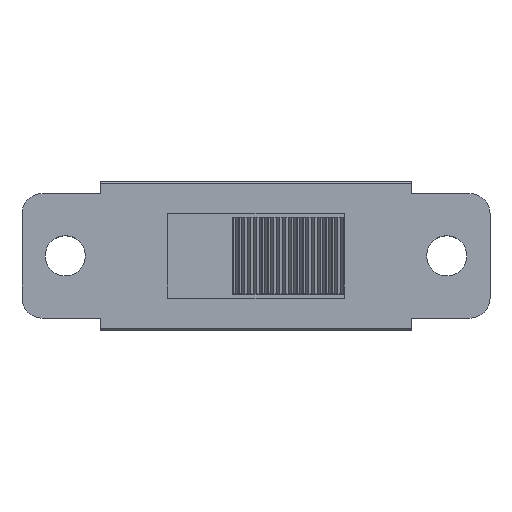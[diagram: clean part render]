
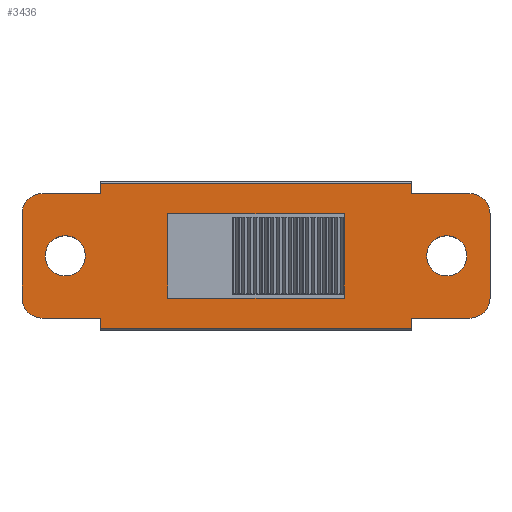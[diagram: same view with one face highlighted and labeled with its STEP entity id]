
A CAD part, top view. The second image highlights one B-rep face of the part: STEP entity #3436.
In plain terms, the highlighted planar face has unit normal (0, 0, 1).
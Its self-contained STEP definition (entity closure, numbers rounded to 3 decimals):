
#37=CIRCLE('',#3643,1.);
#38=CIRCLE('',#3644,1.);
#39=CIRCLE('',#3645,1.);
#40=CIRCLE('',#3646,1.);
#41=CIRCLE('',#3647,1.);
#42=CIRCLE('',#3648,1.);
#55=FACE_BOUND('',#394,.T.);
#56=FACE_BOUND('',#395,.T.);
#57=FACE_BOUND('',#396,.T.);
#212=FACE_OUTER_BOUND('',#393,.T.);
#393=EDGE_LOOP('',(#2623,#2624,#2625,#2626,#2627,#2628,#2629,#2630,#2631,
#2632,#2633,#2634,#2635,#2636,#2637,#2638));
#394=EDGE_LOOP('',(#2639,#2640,#2641,#2642));
#395=EDGE_LOOP('',(#2643));
#396=EDGE_LOOP('',(#2644));
#501=LINE('',#4615,#965);
#504=LINE('',#4621,#968);
#507=LINE('',#4627,#971);
#510=LINE('',#4631,#974);
#704=LINE('',#5033,#1168);
#708=LINE('',#5045,#1172);
#713=LINE('',#5055,#1177);
#717=LINE('',#5067,#1181);
#720=LINE('',#5071,#1184);
#721=LINE('',#5074,#1185);
#722=LINE('',#5078,#1186);
#723=LINE('',#5081,#1187);
#724=LINE('',#5082,#1188);
#725=LINE('',#5084,#1189);
#726=LINE('',#5088,#1190);
#727=LINE('',#5091,#1191);
#965=VECTOR('',#3758,10.);
#968=VECTOR('',#3763,10.);
#971=VECTOR('',#3768,10.);
#974=VECTOR('',#3773,10.);
#1168=VECTOR('',#4119,10.);
#1172=VECTOR('',#4127,10.);
#1177=VECTOR('',#4134,10.);
#1181=VECTOR('',#4142,10.);
#1184=VECTOR('',#4147,10.);
#1185=VECTOR('',#4150,10.);
#1186=VECTOR('',#4153,10.);
#1187=VECTOR('',#4156,10.);
#1188=VECTOR('',#4157,10.);
#1189=VECTOR('',#4158,10.);
#1190=VECTOR('',#4161,10.);
#1191=VECTOR('',#4164,10.);
#1429=VERTEX_POINT('',#4612);
#1430=VERTEX_POINT('',#4614);
#1432=VERTEX_POINT('',#4620);
#1434=VERTEX_POINT('',#4626);
#1565=VERTEX_POINT('',#5030);
#1566=VERTEX_POINT('',#5032);
#1571=VERTEX_POINT('',#5042);
#1572=VERTEX_POINT('',#5044);
#1575=VERTEX_POINT('',#5052);
#1576=VERTEX_POINT('',#5054);
#1581=VERTEX_POINT('',#5064);
#1582=VERTEX_POINT('',#5066);
#1583=VERTEX_POINT('',#5073);
#1584=VERTEX_POINT('',#5075);
#1585=VERTEX_POINT('',#5077);
#1586=VERTEX_POINT('',#5079);
#1587=VERTEX_POINT('',#5083);
#1588=VERTEX_POINT('',#5085);
#1589=VERTEX_POINT('',#5087);
#1590=VERTEX_POINT('',#5089);
#1591=VERTEX_POINT('',#5092);
#1592=VERTEX_POINT('',#5094);
#1749=EDGE_CURVE('',#1430,#1429,#501,.T.);
#1752=EDGE_CURVE('',#1432,#1430,#504,.T.);
#1755=EDGE_CURVE('',#1434,#1432,#507,.T.);
#1758=EDGE_CURVE('',#1429,#1434,#510,.T.);
#1952=EDGE_CURVE('',#1565,#1566,#704,.T.);
#1958=EDGE_CURVE('',#1571,#1572,#708,.T.);
#1963=EDGE_CURVE('',#1575,#1576,#713,.T.);
#1969=EDGE_CURVE('',#1581,#1582,#717,.T.);
#1972=EDGE_CURVE('',#1576,#1571,#720,.T.);
#1973=EDGE_CURVE('',#1583,#1575,#721,.T.);
#1974=EDGE_CURVE('',#1583,#1584,#37,.T.);
#1975=EDGE_CURVE('',#1585,#1584,#722,.T.);
#1976=EDGE_CURVE('',#1585,#1586,#38,.T.);
#1977=EDGE_CURVE('',#1582,#1586,#723,.T.);
#1978=EDGE_CURVE('',#1566,#1581,#724,.T.);
#1979=EDGE_CURVE('',#1565,#1587,#725,.T.);
#1980=EDGE_CURVE('',#1587,#1588,#39,.T.);
#1981=EDGE_CURVE('',#1588,#1589,#726,.T.);
#1982=EDGE_CURVE('',#1589,#1590,#40,.T.);
#1983=EDGE_CURVE('',#1590,#1572,#727,.T.);
#1984=EDGE_CURVE('',#1591,#1591,#41,.T.);
#1985=EDGE_CURVE('',#1592,#1592,#42,.T.);
#2623=ORIENTED_EDGE('',*,*,#1972,.F.);
#2624=ORIENTED_EDGE('',*,*,#1963,.F.);
#2625=ORIENTED_EDGE('',*,*,#1973,.F.);
#2626=ORIENTED_EDGE('',*,*,#1974,.T.);
#2627=ORIENTED_EDGE('',*,*,#1975,.F.);
#2628=ORIENTED_EDGE('',*,*,#1976,.T.);
#2629=ORIENTED_EDGE('',*,*,#1977,.F.);
#2630=ORIENTED_EDGE('',*,*,#1969,.F.);
#2631=ORIENTED_EDGE('',*,*,#1978,.F.);
#2632=ORIENTED_EDGE('',*,*,#1952,.F.);
#2633=ORIENTED_EDGE('',*,*,#1979,.T.);
#2634=ORIENTED_EDGE('',*,*,#1980,.T.);
#2635=ORIENTED_EDGE('',*,*,#1981,.T.);
#2636=ORIENTED_EDGE('',*,*,#1982,.T.);
#2637=ORIENTED_EDGE('',*,*,#1983,.T.);
#2638=ORIENTED_EDGE('',*,*,#1958,.F.);
#2639=ORIENTED_EDGE('',*,*,#1749,.T.);
#2640=ORIENTED_EDGE('',*,*,#1758,.T.);
#2641=ORIENTED_EDGE('',*,*,#1755,.T.);
#2642=ORIENTED_EDGE('',*,*,#1752,.T.);
#2643=ORIENTED_EDGE('',*,*,#1984,.T.);
#2644=ORIENTED_EDGE('',*,*,#1985,.T.);
#3268=PLANE('',#3642);
#3436=ADVANCED_FACE('',(#212,#55,#56,#57),#3268,.T.);
#3642=AXIS2_PLACEMENT_3D('',#5072,#4148,#4149);
#3643=AXIS2_PLACEMENT_3D('',#5076,#4151,#4152);
#3644=AXIS2_PLACEMENT_3D('',#5080,#4154,#4155);
#3645=AXIS2_PLACEMENT_3D('',#5086,#4159,#4160);
#3646=AXIS2_PLACEMENT_3D('',#5090,#4162,#4163);
#3647=AXIS2_PLACEMENT_3D('',#5093,#4165,#4166);
#3648=AXIS2_PLACEMENT_3D('',#5095,#4167,#4168);
#3758=DIRECTION('',(-1.,0.,0.));
#3763=DIRECTION('',(0.,-1.,0.));
#3768=DIRECTION('',(1.,0.,0.));
#3773=DIRECTION('',(0.,1.,0.));
#4119=DIRECTION('',(0.,-1.,0.));
#4127=DIRECTION('',(0.,-1.,0.));
#4134=DIRECTION('',(0.,1.,0.));
#4142=DIRECTION('',(0.,1.,0.));
#4147=DIRECTION('',(1.,0.,0.));
#4148=DIRECTION('center_axis',(0.,0.,1.));
#4149=DIRECTION('ref_axis',(1.,0.,0.));
#4150=DIRECTION('',(1.,0.,0.));
#4151=DIRECTION('center_axis',(0.,0.,1.));
#4152=DIRECTION('ref_axis',(0.,1.,0.));
#4153=DIRECTION('',(0.,1.,0.));
#4154=DIRECTION('center_axis',(0.,0.,1.));
#4155=DIRECTION('ref_axis',(-1.,0.,0.));
#4156=DIRECTION('',(-1.,0.,0.));
#4157=DIRECTION('',(-1.,0.,0.));
#4158=DIRECTION('',(1.,0.,0.));
#4159=DIRECTION('center_axis',(0.,0.,1.));
#4160=DIRECTION('ref_axis',(0.,-1.,0.));
#4161=DIRECTION('',(0.,1.,0.));
#4162=DIRECTION('center_axis',(0.,0.,1.));
#4163=DIRECTION('ref_axis',(1.,0.,0.));
#4164=DIRECTION('',(-1.,0.,0.));
#4165=DIRECTION('center_axis',(0.,0.,-1.));
#4166=DIRECTION('ref_axis',(1.,0.,0.));
#4167=DIRECTION('center_axis',(0.,0.,-1.));
#4168=DIRECTION('ref_axis',(1.,0.,0.));
#4612=CARTESIAN_POINT('',(-4.4,-2.1,0.));
#4614=CARTESIAN_POINT('',(4.4,-2.1,0.));
#4615=CARTESIAN_POINT('',(2.2,-2.1,0.));
#4620=CARTESIAN_POINT('',(4.4,2.1,0.));
#4621=CARTESIAN_POINT('',(4.4,1.05,0.));
#4626=CARTESIAN_POINT('',(-4.4,2.1,0.));
#4627=CARTESIAN_POINT('',(-2.2,2.1,0.));
#4631=CARTESIAN_POINT('',(-4.4,-1.05,0.));
#5030=CARTESIAN_POINT('',(7.75,-3.1,0.));
#5032=CARTESIAN_POINT('',(7.75,-3.6,0.));
#5033=CARTESIAN_POINT('',(7.75,3.7,0.));
#5042=CARTESIAN_POINT('',(7.75,3.6,0.));
#5044=CARTESIAN_POINT('',(7.75,3.1,0.));
#5045=CARTESIAN_POINT('',(7.75,3.7,0.));
#5052=CARTESIAN_POINT('',(-7.75,3.1,0.));
#5054=CARTESIAN_POINT('',(-7.75,3.6,0.));
#5055=CARTESIAN_POINT('',(-7.75,-3.7,0.));
#5064=CARTESIAN_POINT('',(-7.75,-3.6,0.));
#5066=CARTESIAN_POINT('',(-7.75,-3.1,0.));
#5067=CARTESIAN_POINT('',(-7.75,-3.7,0.));
#5071=CARTESIAN_POINT('',(-3.875,3.6,0.));
#5072=CARTESIAN_POINT('Origin',(0.,0.,0.));
#5073=CARTESIAN_POINT('',(-10.65,3.1,0.));
#5074=CARTESIAN_POINT('',(-10.65,3.1,0.));
#5075=CARTESIAN_POINT('',(-11.65,2.1,0.));
#5076=CARTESIAN_POINT('Origin',(-10.65,2.1,0.));
#5077=CARTESIAN_POINT('',(-11.65,-2.1,0.));
#5078=CARTESIAN_POINT('',(-11.65,-2.1,0.));
#5079=CARTESIAN_POINT('',(-10.65,-3.1,0.));
#5080=CARTESIAN_POINT('Origin',(-10.65,-2.1,0.));
#5081=CARTESIAN_POINT('',(-7.75,-3.1,0.));
#5082=CARTESIAN_POINT('',(3.875,-3.6,0.));
#5083=CARTESIAN_POINT('',(10.65,-3.1,0.));
#5084=CARTESIAN_POINT('',(7.75,-3.1,0.));
#5085=CARTESIAN_POINT('',(11.65,-2.1,0.));
#5086=CARTESIAN_POINT('Origin',(10.65,-2.1,0.));
#5087=CARTESIAN_POINT('',(11.65,2.1,0.));
#5088=CARTESIAN_POINT('',(11.65,-2.1,0.));
#5089=CARTESIAN_POINT('',(10.65,3.1,0.));
#5090=CARTESIAN_POINT('Origin',(10.65,2.1,0.));
#5091=CARTESIAN_POINT('',(10.65,3.1,0.));
#5092=CARTESIAN_POINT('',(8.5,0.,0.));
#5093=CARTESIAN_POINT('Origin',(9.5,0.,0.));
#5094=CARTESIAN_POINT('',(-10.5,0.,0.));
#5095=CARTESIAN_POINT('Origin',(-9.5,0.,0.));
